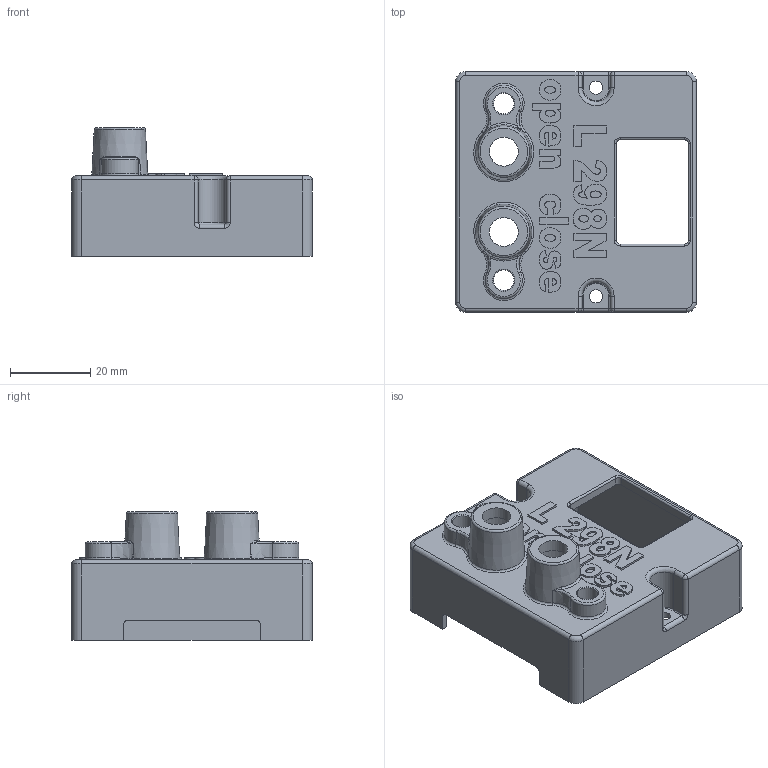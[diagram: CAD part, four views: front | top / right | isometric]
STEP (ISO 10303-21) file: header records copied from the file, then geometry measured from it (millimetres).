
FILE_DESCRIPTION(/* description */ (''),/* implementation_level */ '2;1');
FILE_NAME(/* name */ 'L298N Motor Driver_Cover_manual_en.stp',/* time_stamp */ '2020-03-30T15:54:25+02:00',/* author */ (''),/* organization */ (''),/* preprocessor_version */ 'ST-DEVELOPER v16',/* originating_system */ 'SIEMENS PLM Software NX 11.0',/* authorisation */ '');
FILE_SCHEMA (('AUTOMOTIVE_DESIGN { 1 0 10303 214 3 1 1 1 }'));
Length unit declared in the file: millimetre
Products named in the file (1): aj0560B220zv3z
Bounding box: 60 x 60 x 32 mm (x, y, z)
Surface area: 17819.9 mm2 (no closed solid volume)
Topology: 0 solids, 1 shells, 325 faces, 784 edges, 475 vertices
Faces by surface type: plane 114, cylinder 88, extrusion 49, torus 42, bspline 16, sphere 14, cone 2
Full cylindrical faces by diameter (mm): 2.6 x4, 3.3 x2, 5 x2, 5.15 x2, 5.6 x2, 7.2 x2, 10.5 x2
Entity records: 10700 total; most frequent: CARTESIAN_POINT 3720, ORIENTED_EDGE 1442, DIRECTION 1308, EDGE_CURVE 721, AXIS2_PLACEMENT_3D 501, VERTEX_POINT 460, EDGE_LOOP 401, ADVANCED_FACE 325
